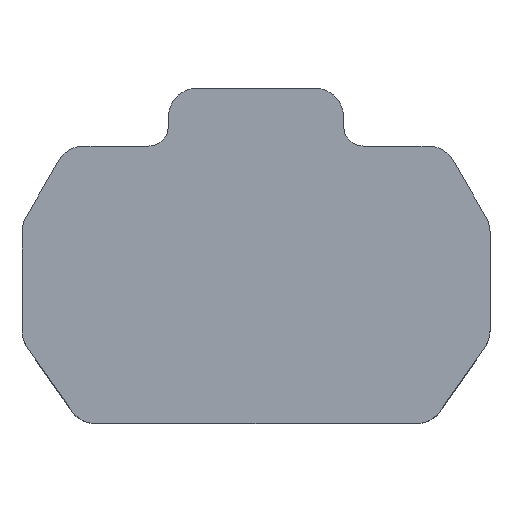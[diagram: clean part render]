
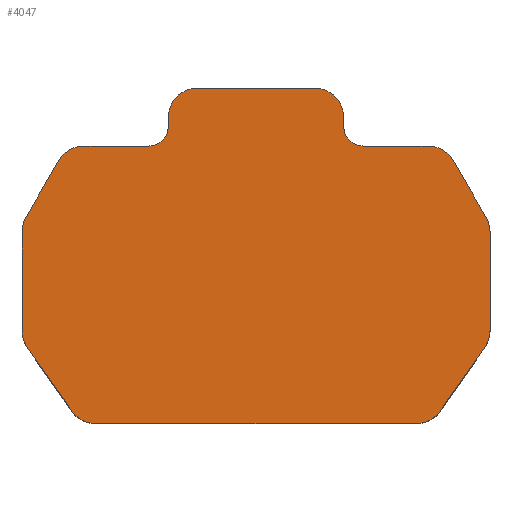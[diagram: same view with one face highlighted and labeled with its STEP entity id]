
A CAD part, top view. The second image highlights one B-rep face of the part: STEP entity #4047.
In plain terms, the highlighted planar face has unit normal (0, 0, 1).
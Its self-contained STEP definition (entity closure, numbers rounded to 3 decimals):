
#402=DIRECTION('',(-0.5,0.866,0.));
#403=VECTOR('',#402,3.351);
#404=CARTESIAN_POINT('',(11.799,3.348,2.));
#405=LINE('',#404,#403);
#406=CARTESIAN_POINT('',(10.5,2.598,2.));
#407=DIRECTION('',(0.,0.,1.));
#408=DIRECTION('',(1.,0.,0.));
#409=AXIS2_PLACEMENT_3D('',#406,#407,#408);
#411=DIRECTION('',(0.,1.,0.));
#412=VECTOR('',#411,5.071);
#413=CARTESIAN_POINT('',(12.,-2.473,2.));
#414=LINE('',#413,#412);
#415=CARTESIAN_POINT('',(10.5,-2.473,2.));
#416=DIRECTION('',(0.,0.,1.));
#417=DIRECTION('',(0.819,-0.574,0.));
#418=AXIS2_PLACEMENT_3D('',#415,#416,#417);
#420=DIRECTION('',(0.574,0.819,0.));
#421=VECTOR('',#420,3.977);
#422=CARTESIAN_POINT('',(9.448,-6.59,2.));
#423=LINE('',#422,#421);
#424=CARTESIAN_POINT('',(8.219,-5.73,2.));
#425=DIRECTION('',(0.,0.,1.));
#426=DIRECTION('',(0.,-1.,0.));
#427=AXIS2_PLACEMENT_3D('',#424,#425,#426);
#429=DIRECTION('',(1.,0.,0.));
#430=VECTOR('',#429,16.438);
#431=CARTESIAN_POINT('',(-8.219,-7.23,2.));
#432=LINE('',#431,#430);
#433=CARTESIAN_POINT('',(-8.219,-5.73,2.));
#434=DIRECTION('',(0.,0.,1.));
#435=DIRECTION('',(-0.819,-0.574,0.));
#436=AXIS2_PLACEMENT_3D('',#433,#434,#435);
#438=DIRECTION('',(0.574,-0.819,0.));
#439=VECTOR('',#438,3.977);
#440=CARTESIAN_POINT('',(-11.729,-3.333,2.));
#441=LINE('',#440,#439);
#442=CARTESIAN_POINT('',(-10.5,-2.473,2.));
#443=DIRECTION('',(0.,0.,1.));
#444=DIRECTION('',(-1.,0.,0.));
#445=AXIS2_PLACEMENT_3D('',#442,#443,#444);
#447=DIRECTION('',(0.,-1.,0.));
#448=VECTOR('',#447,5.071);
#449=CARTESIAN_POINT('',(-12.,2.598,2.));
#450=LINE('',#449,#448);
#451=CARTESIAN_POINT('',(-10.5,2.598,2.));
#452=DIRECTION('',(0.,0.,1.));
#453=DIRECTION('',(-0.866,0.5,0.));
#454=AXIS2_PLACEMENT_3D('',#451,#452,#453);
#456=DIRECTION('',(-0.5,-0.866,0.));
#457=VECTOR('',#456,3.351);
#458=CARTESIAN_POINT('',(-10.124,6.25,2.));
#459=LINE('',#458,#457);
#460=CARTESIAN_POINT('',(-8.825,5.5,2.));
#461=DIRECTION('',(0.,0.,1.));
#462=DIRECTION('',(0.,1.,0.));
#463=AXIS2_PLACEMENT_3D('',#460,#461,#462);
#465=DIRECTION('',(-1.,0.,0.));
#466=VECTOR('',#465,3.325);
#467=CARTESIAN_POINT('',(-5.5,7.,2.));
#468=LINE('',#467,#466);
#469=DIRECTION('',(0.,-1.,0.));
#470=VECTOR('',#469,0.47);
#471=CARTESIAN_POINT('',(-4.5,8.47,2.));
#472=LINE('',#471,#470);
#473=CARTESIAN_POINT('',(-3.,8.47,2.));
#474=DIRECTION('',(0.,0.,1.));
#475=DIRECTION('',(0.,1.,0.));
#476=AXIS2_PLACEMENT_3D('',#473,#474,#475);
#478=DIRECTION('',(-1.,0.,0.));
#479=VECTOR('',#478,6.);
#480=CARTESIAN_POINT('',(3.,9.97,2.));
#481=LINE('',#480,#479);
#482=CARTESIAN_POINT('',(3.,8.47,2.));
#483=DIRECTION('',(0.,0.,1.));
#484=DIRECTION('',(1.,0.,0.));
#485=AXIS2_PLACEMENT_3D('',#482,#483,#484);
#487=DIRECTION('',(0.,-1.,0.));
#488=VECTOR('',#487,0.47);
#489=CARTESIAN_POINT('',(4.5,8.47,2.));
#490=LINE('',#489,#488);
#491=DIRECTION('',(-1.,0.,0.));
#492=VECTOR('',#491,3.325);
#493=CARTESIAN_POINT('',(8.825,7.,2.));
#494=LINE('',#493,#492);
#495=CARTESIAN_POINT('',(8.825,5.5,2.));
#496=DIRECTION('',(0.,0.,1.));
#497=DIRECTION('',(0.866,0.5,0.));
#498=AXIS2_PLACEMENT_3D('',#495,#496,#497);
#561=CARTESIAN_POINT('',(-5.5,8.,2.));
#562=DIRECTION('',(0.,0.,-1.));
#563=DIRECTION('',(1.,0.,0.));
#564=AXIS2_PLACEMENT_3D('',#561,#562,#563);
#595=CARTESIAN_POINT('',(5.5,8.,2.));
#596=DIRECTION('',(0.,0.,-1.));
#597=DIRECTION('',(0.,-1.,0.));
#598=AXIS2_PLACEMENT_3D('',#595,#596,#597);
#3226=CARTESIAN_POINT('',(11.799,3.348,2.));
#3227=CARTESIAN_POINT('',(10.124,6.25,2.));
#3228=VERTEX_POINT('',#3226);
#3229=VERTEX_POINT('',#3227);
#3230=CARTESIAN_POINT('',(-10.124,6.25,2.));
#3231=CARTESIAN_POINT('',(-11.799,3.348,2.));
#3232=VERTEX_POINT('',#3230);
#3233=VERTEX_POINT('',#3231);
#3238=CARTESIAN_POINT('',(-9.448,-6.59,2.));
#3239=VERTEX_POINT('',#3238);
#3240=CARTESIAN_POINT('',(-8.219,-7.23,2.));
#3241=VERTEX_POINT('',#3240);
#3242=CARTESIAN_POINT('',(-12.,-2.473,2.));
#3243=CARTESIAN_POINT('',(-11.729,-3.333,2.));
#3244=VERTEX_POINT('',#3242);
#3245=VERTEX_POINT('',#3243);
#3252=CARTESIAN_POINT('',(-12.,2.598,2.));
#3253=VERTEX_POINT('',#3252);
#3254=CARTESIAN_POINT('',(12.,2.598,2.));
#3255=VERTEX_POINT('',#3254);
#3262=CARTESIAN_POINT('',(11.729,-3.333,2.));
#3263=VERTEX_POINT('',#3262);
#3264=CARTESIAN_POINT('',(12.,-2.473,2.));
#3265=VERTEX_POINT('',#3264);
#3266=CARTESIAN_POINT('',(8.219,-7.23,2.));
#3267=CARTESIAN_POINT('',(9.448,-6.59,2.));
#3268=VERTEX_POINT('',#3266);
#3269=VERTEX_POINT('',#3267);
#3278=CARTESIAN_POINT('',(3.,9.97,2.));
#3279=CARTESIAN_POINT('',(-3.,9.97,2.));
#3280=VERTEX_POINT('',#3278);
#3281=VERTEX_POINT('',#3279);
#3302=CARTESIAN_POINT('',(4.5,8.47,2.));
#3303=VERTEX_POINT('',#3302);
#3304=CARTESIAN_POINT('',(-4.5,8.47,2.));
#3305=VERTEX_POINT('',#3304);
#3310=CARTESIAN_POINT('',(-8.825,7.,2.));
#3311=VERTEX_POINT('',#3310);
#3314=CARTESIAN_POINT('',(8.825,7.,2.));
#3315=VERTEX_POINT('',#3314);
#3317=CARTESIAN_POINT('',(4.5,8.,2.));
#3319=VERTEX_POINT('',#3317);
#3321=CARTESIAN_POINT('',(5.5,7.,2.));
#3323=VERTEX_POINT('',#3321);
#3325=CARTESIAN_POINT('',(-5.5,7.,2.));
#3327=VERTEX_POINT('',#3325);
#3329=CARTESIAN_POINT('',(-4.5,8.,2.));
#3331=VERTEX_POINT('',#3329);
#3994=CARTESIAN_POINT('',(0.,0.,2.));
#3995=DIRECTION('',(0.,0.,1.));
#3996=DIRECTION('',(1.,0.,0.));
#3997=AXIS2_PLACEMENT_3D('',#3994,#3995,#3996);
#3998=PLANE('',#3997);
#3999=ORIENTED_EDGE('',*,*,#3959,.F.);
#4000=ORIENTED_EDGE('',*,*,#3978,.F.);
#4002=ORIENTED_EDGE('',*,*,#4001,.F.);
#4004=ORIENTED_EDGE('',*,*,#4003,.F.);
#4006=ORIENTED_EDGE('',*,*,#4005,.F.);
#4008=ORIENTED_EDGE('',*,*,#4007,.F.);
#4010=ORIENTED_EDGE('',*,*,#4009,.F.);
#4012=ORIENTED_EDGE('',*,*,#4011,.F.);
#4014=ORIENTED_EDGE('',*,*,#4013,.F.);
#4016=ORIENTED_EDGE('',*,*,#4015,.F.);
#4018=ORIENTED_EDGE('',*,*,#4017,.F.);
#4020=ORIENTED_EDGE('',*,*,#4019,.F.);
#4022=ORIENTED_EDGE('',*,*,#4021,.F.);
#4024=ORIENTED_EDGE('',*,*,#4023,.F.);
#4026=ORIENTED_EDGE('',*,*,#4025,.F.);
#4028=ORIENTED_EDGE('',*,*,#4027,.F.);
#4030=ORIENTED_EDGE('',*,*,#4029,.F.);
#4032=ORIENTED_EDGE('',*,*,#4031,.F.);
#4034=ORIENTED_EDGE('',*,*,#4033,.F.);
#4036=ORIENTED_EDGE('',*,*,#4035,.F.);
#4038=ORIENTED_EDGE('',*,*,#4037,.T.);
#4040=ORIENTED_EDGE('',*,*,#4039,.F.);
#4042=ORIENTED_EDGE('',*,*,#4041,.F.);
#4044=ORIENTED_EDGE('',*,*,#4043,.F.);
#4045=EDGE_LOOP('',(#3999,#4000,#4002,#4004,#4006,#4008,#4010,#4012,#4014,#4016,
#4018,#4020,#4022,#4024,#4026,#4028,#4030,#4032,#4034,#4036,#4038,#4040,#4042,
#4044));
#4046=FACE_OUTER_BOUND('',#4045,.F.);
#410=CIRCLE('',#409,1.5);
#419=CIRCLE('',#418,1.5);
#428=CIRCLE('',#427,1.5);
#437=CIRCLE('',#436,1.5);
#446=CIRCLE('',#445,1.5);
#455=CIRCLE('',#454,1.5);
#464=CIRCLE('',#463,1.5);
#477=CIRCLE('',#476,1.5);
#486=CIRCLE('',#485,1.5);
#499=CIRCLE('',#498,1.5);
#565=CIRCLE('',#564,1.);
#599=CIRCLE('',#598,1.);
#3959=EDGE_CURVE('',#3228,#3229,#405,.T.);
#3978=EDGE_CURVE('',#3255,#3228,#410,.T.);
#4001=EDGE_CURVE('',#3265,#3255,#414,.T.);
#4003=EDGE_CURVE('',#3263,#3265,#419,.T.);
#4005=EDGE_CURVE('',#3269,#3263,#423,.T.);
#4007=EDGE_CURVE('',#3268,#3269,#428,.T.);
#4009=EDGE_CURVE('',#3241,#3268,#432,.T.);
#4011=EDGE_CURVE('',#3239,#3241,#437,.T.);
#4013=EDGE_CURVE('',#3245,#3239,#441,.T.);
#4015=EDGE_CURVE('',#3244,#3245,#446,.T.);
#4017=EDGE_CURVE('',#3253,#3244,#450,.T.);
#4019=EDGE_CURVE('',#3233,#3253,#455,.T.);
#4021=EDGE_CURVE('',#3232,#3233,#459,.T.);
#4023=EDGE_CURVE('',#3311,#3232,#464,.T.);
#4025=EDGE_CURVE('',#3327,#3311,#468,.T.);
#4027=EDGE_CURVE('',#3331,#3327,#565,.T.);
#4029=EDGE_CURVE('',#3305,#3331,#472,.T.);
#4031=EDGE_CURVE('',#3281,#3305,#477,.T.);
#4033=EDGE_CURVE('',#3280,#3281,#481,.T.);
#4035=EDGE_CURVE('',#3303,#3280,#486,.T.);
#4037=EDGE_CURVE('',#3303,#3319,#490,.T.);
#4039=EDGE_CURVE('',#3323,#3319,#599,.T.);
#4041=EDGE_CURVE('',#3315,#3323,#494,.T.);
#4043=EDGE_CURVE('',#3229,#3315,#499,.T.);
#4047=ADVANCED_FACE('',(#4046),#3998,.T.);
